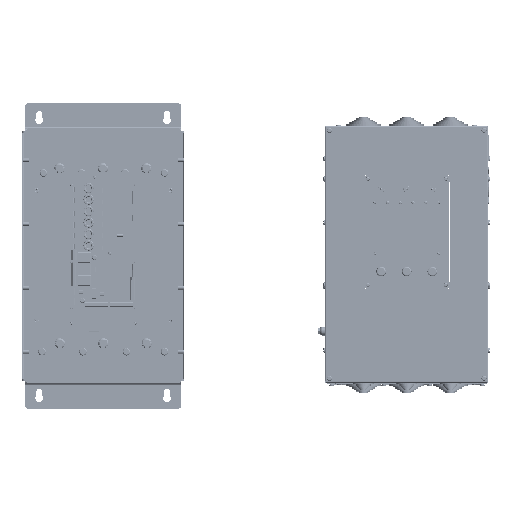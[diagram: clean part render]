
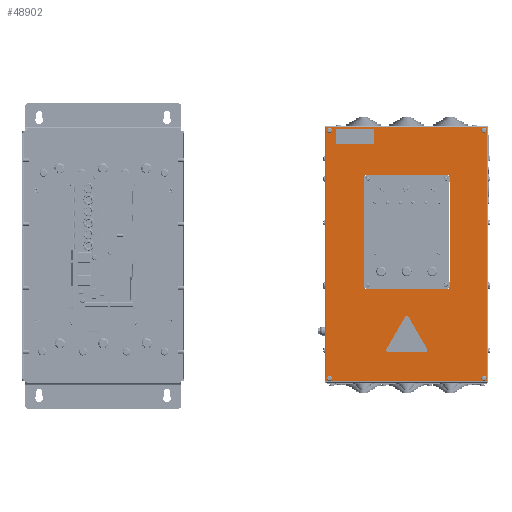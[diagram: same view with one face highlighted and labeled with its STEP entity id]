
A CAD part, top view. The second image highlights one B-rep face of the part: STEP entity #48902.
In plain terms, the highlighted planar face has unit normal (0, 0, 1).
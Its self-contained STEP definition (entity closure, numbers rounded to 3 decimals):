
#48902=ADVANCED_FACE('',(#84908,#84910,#84912,#84914,#84916,#84918),#84920,.T.);
#84908=FACE_BOUND('',#84909,.T.);
#84909=EDGE_LOOP('',(#133242,#133243,#133244,#133245));
#84910=FACE_BOUND('',#84911,.T.);
#84911=EDGE_LOOP('',(#133246,#133247,#133248,#133249,#133250,#133251,#133252,#133253));
#84912=FACE_BOUND('',#84913,.T.);
#84913=EDGE_LOOP('',(#133254));
#84914=FACE_BOUND('',#84915,.T.);
#84915=EDGE_LOOP('',(#133255));
#84916=FACE_BOUND('',#84917,.T.);
#84917=EDGE_LOOP('',(#133256));
#84918=FACE_BOUND('',#84919,.T.);
#84919=EDGE_LOOP('',(#133257));
#84920=PLANE('',#84921);
#84921=AXIS2_PLACEMENT_3D('',#84922,#84923,#84924);
#84922=CARTESIAN_POINT('',(473.599,604.408,329.72));
#84923=DIRECTION('',(0.,0.,1.));
#84924=DIRECTION('',(1.,0.,0.));
#133242=ORIENTED_EDGE('',*,*,#160751,.T.);
#133243=ORIENTED_EDGE('',*,*,#160752,.T.);
#133244=ORIENTED_EDGE('',*,*,#160753,.T.);
#133245=ORIENTED_EDGE('',*,*,#160754,.T.);
#133246=ORIENTED_EDGE('',*,*,#160695,.T.);
#133247=ORIENTED_EDGE('',*,*,#160710,.T.);
#133248=ORIENTED_EDGE('',*,*,#160708,.T.);
#133249=ORIENTED_EDGE('',*,*,#160706,.T.);
#133250=ORIENTED_EDGE('',*,*,#160704,.T.);
#133251=ORIENTED_EDGE('',*,*,#160702,.T.);
#133252=ORIENTED_EDGE('',*,*,#160700,.T.);
#133253=ORIENTED_EDGE('',*,*,#160698,.T.);
#133254=ORIENTED_EDGE('',*,*,#160694,.T.);
#133255=ORIENTED_EDGE('',*,*,#160693,.T.);
#133256=ORIENTED_EDGE('',*,*,#160692,.T.);
#133257=ORIENTED_EDGE('',*,*,#160691,.T.);
#160691=EDGE_CURVE('',#195490,#195490,#195491,.F.);
#160692=EDGE_CURVE('',#195492,#195492,#195493,.F.);
#160693=EDGE_CURVE('',#195494,#195494,#195495,.F.);
#160694=EDGE_CURVE('',#195496,#195496,#195497,.F.);
#160695=EDGE_CURVE('',#195498,#195499,#195500,.F.);
#160698=EDGE_CURVE('',#195503,#195498,#195504,.F.);
#160700=EDGE_CURVE('',#195506,#195503,#195507,.F.);
#160702=EDGE_CURVE('',#195509,#195506,#195510,.F.);
#160704=EDGE_CURVE('',#195512,#195509,#195513,.F.);
#160706=EDGE_CURVE('',#195515,#195512,#195516,.F.);
#160708=EDGE_CURVE('',#195518,#195515,#195519,.F.);
#160710=EDGE_CURVE('',#195499,#195518,#195521,.F.);
#160751=EDGE_CURVE('',#195531,#195537,#195590,.T.);
#160752=EDGE_CURVE('',#195537,#195567,#195591,.T.);
#160753=EDGE_CURVE('',#195567,#195553,#195592,.T.);
#160754=EDGE_CURVE('',#195553,#195531,#195593,.T.);
#195490=VERTEX_POINT('',#254923);
#195491=CIRCLE('',#254924,2.5);
#195492=VERTEX_POINT('',#254928);
#195493=CIRCLE('',#254929,2.5);
#195494=VERTEX_POINT('',#254933);
#195495=CIRCLE('',#254934,2.5);
#195496=VERTEX_POINT('',#254938);
#195497=CIRCLE('',#254939,2.5);
#195498=VERTEX_POINT('',#254943);
#195499=VERTEX_POINT('',#254944);
#195500=CIRCLE('',#254945,5.);
#195503=VERTEX_POINT('',#254955);
#195504=LINE('',#254956,#254957);
#195506=VERTEX_POINT('',#254962);
#195507=CIRCLE('',#254963,5.);
#195509=VERTEX_POINT('',#254970);
#195510=LINE('',#254971,#254972);
#195512=VERTEX_POINT('',#254977);
#195513=CIRCLE('',#254978,5.);
#195515=VERTEX_POINT('',#254985);
#195516=LINE('',#254986,#254987);
#195518=VERTEX_POINT('',#254992);
#195519=CIRCLE('',#254993,5.);
#195521=LINE('',#255000,#255001);
#195531=VERTEX_POINT('',#255022);
#195537=VERTEX_POINT('',#255035);
#195553=VERTEX_POINT('',#255073);
#195567=VERTEX_POINT('',#255104);
#195590=LINE('',#255159,#255160);
#195591=LINE('',#255162,#255163);
#195592=LINE('',#255165,#255166);
#195593=LINE('',#255168,#255169);
#254923=CARTESIAN_POINT('',(725.099,209.408,329.72));
#254924=AXIS2_PLACEMENT_3D('',#254925,#254926,#254927);
#254925=CARTESIAN_POINT('',(722.599,209.408,329.72));
#254926=DIRECTION('',(0.,0.,1.));
#254927=DIRECTION('',(1.,0.,0.));
#254928=CARTESIAN_POINT('',(725.099,597.408,329.72));
#254929=AXIS2_PLACEMENT_3D('',#254930,#254931,#254932);
#254930=CARTESIAN_POINT('',(722.599,597.408,329.72));
#254931=DIRECTION('',(0.,0.,1.));
#254932=DIRECTION('',(1.,0.,0.));
#254933=CARTESIAN_POINT('',(483.099,209.408,329.72));
#254934=AXIS2_PLACEMENT_3D('',#254935,#254936,#254937);
#254935=CARTESIAN_POINT('',(480.599,209.408,329.72));
#254936=DIRECTION('',(0.,0.,1.));
#254937=DIRECTION('',(1.,0.,0.));
#254938=CARTESIAN_POINT('',(478.099,597.408,329.72));
#254939=AXIS2_PLACEMENT_3D('',#254940,#254941,#254942);
#254940=CARTESIAN_POINT('',(480.599,597.408,329.72));
#254941=DIRECTION('',(0.,0.,1.));
#254942=DIRECTION('',(-1.,0.,0.));
#254943=CARTESIAN_POINT('',(669.099,353.908,329.72));
#254944=CARTESIAN_POINT('',(664.099,348.908,329.72));
#254945=AXIS2_PLACEMENT_3D('',#254946,#254947,#254948);
#254946=CARTESIAN_POINT('',(664.099,353.908,329.72));
#254947=DIRECTION('',(0.,0.,1.));
#254948=DIRECTION('',(0.,-1.,0.));
#254955=CARTESIAN_POINT('',(669.099,522.908,329.72));
#254956=CARTESIAN_POINT('',(669.099,353.908,329.72));
#254957=VECTOR('',#254958,1.);
#254958=DIRECTION('',(0.,1.,0.));
#254962=CARTESIAN_POINT('',(664.099,527.908,329.72));
#254963=AXIS2_PLACEMENT_3D('',#254964,#254965,#254966);
#254964=CARTESIAN_POINT('',(664.099,522.908,329.72));
#254965=DIRECTION('',(0.,0.,1.));
#254966=DIRECTION('',(1.,0.,0.));
#254970=CARTESIAN_POINT('',(539.099,527.908,329.72));
#254971=CARTESIAN_POINT('',(664.099,527.908,329.72));
#254972=VECTOR('',#254973,1.);
#254973=DIRECTION('',(-1.,0.,0.));
#254977=CARTESIAN_POINT('',(534.099,522.908,329.72));
#254978=AXIS2_PLACEMENT_3D('',#254979,#254980,#254981);
#254979=CARTESIAN_POINT('',(539.099,522.908,329.72));
#254980=DIRECTION('',(0.,0.,1.));
#254981=DIRECTION('',(0.,1.,0.));
#254985=CARTESIAN_POINT('',(534.099,353.908,329.72));
#254986=CARTESIAN_POINT('',(534.099,522.908,329.72));
#254987=VECTOR('',#254988,1.);
#254988=DIRECTION('',(0.,-1.,0.));
#254992=CARTESIAN_POINT('',(539.099,348.908,329.72));
#254993=AXIS2_PLACEMENT_3D('',#254994,#254995,#254996);
#254994=CARTESIAN_POINT('',(539.099,353.908,329.72));
#254995=DIRECTION('',(0.,0.,1.));
#254996=DIRECTION('',(-1.,0.,0.));
#255000=CARTESIAN_POINT('',(539.099,348.908,329.72));
#255001=VECTOR('',#255002,1.);
#255002=DIRECTION('',(1.,0.,0.));
#255022=CARTESIAN_POINT('',(727.299,204.708,329.72));
#255035=CARTESIAN_POINT('',(727.299,602.108,329.72));
#255073=CARTESIAN_POINT('',(475.899,204.708,329.72));
#255104=CARTESIAN_POINT('',(475.899,602.108,329.72));
#255159=CARTESIAN_POINT('',(727.299,204.708,329.72));
#255160=VECTOR('',#255161,1.);
#255161=DIRECTION('',(0.,1.,0.));
#255162=CARTESIAN_POINT('',(727.299,602.108,329.72));
#255163=VECTOR('',#255164,1.);
#255164=DIRECTION('',(-1.,0.,0.));
#255165=CARTESIAN_POINT('',(475.899,602.108,329.72));
#255166=VECTOR('',#255167,1.);
#255167=DIRECTION('',(0.,-1.,0.));
#255168=CARTESIAN_POINT('',(475.899,204.708,329.72));
#255169=VECTOR('',#255170,1.);
#255170=DIRECTION('',(1.,0.,0.));
